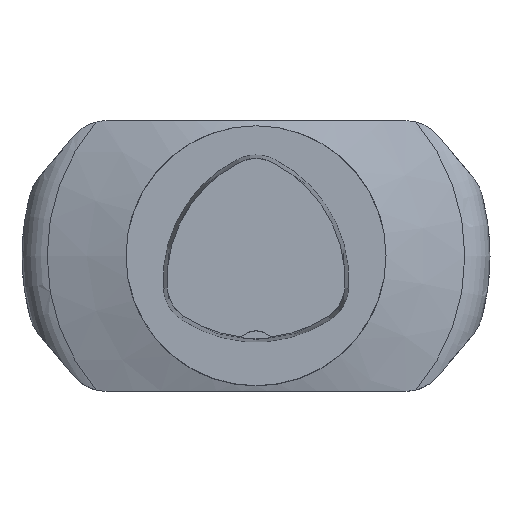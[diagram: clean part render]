
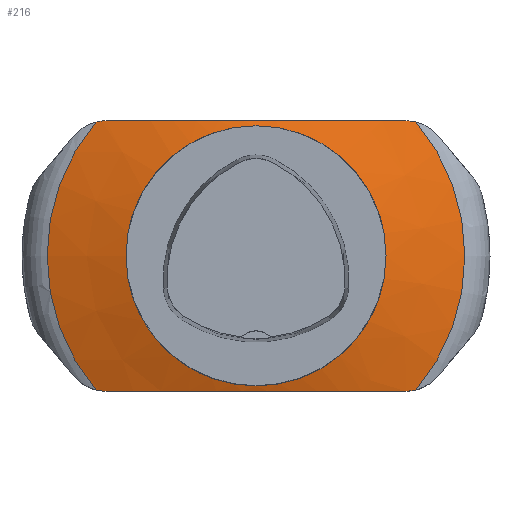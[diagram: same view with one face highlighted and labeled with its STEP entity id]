
A CAD part, top view. The second image highlights one B-rep face of the part: STEP entity #216.
In plain terms, the highlighted conical face has half-angle 72 degrees and reference radius 50 mm.
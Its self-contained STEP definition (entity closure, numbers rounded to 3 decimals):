
#43=CONICAL_SURFACE('',#1271,50.,72.);
#54=B_SPLINE_CURVE_WITH_KNOTS('',3,(#1947,#1948,#1949,#1950),
 .UNSPECIFIED.,.F.,.F.,(4,4),(0.,1.),.UNSPECIFIED.);
#57=B_SPLINE_CURVE_WITH_KNOTS('',3,(#1964,#1965,#1966,#1967),
 .UNSPECIFIED.,.F.,.F.,(4,4),(0.,1.),.UNSPECIFIED.);
#58=B_SPLINE_CURVE_WITH_KNOTS('',3,(#1971,#1972,#1973,#1974,#1975,#1976,
#1977,#1978,#1979,#1980),.UNSPECIFIED.,.F.,.F.,(4,2,2,2,4),(0.,0.25,0.375,
0.5,1.),.UNSPECIFIED.);
#59=B_SPLINE_CURVE_WITH_KNOTS('',3,(#1984,#1985,#1986,#1987),
 .UNSPECIFIED.,.F.,.F.,(4,4),(0.,1.),.UNSPECIFIED.);
#62=B_SPLINE_CURVE_WITH_KNOTS('',3,(#2001,#2002,#2003,#2004),
 .UNSPECIFIED.,.F.,.F.,(4,4),(0.,1.),.UNSPECIFIED.);
#63=B_SPLINE_CURVE_WITH_KNOTS('',3,(#2008,#2009,#2010,#2011,#2012,#2013,
#2014,#2015,#2016,#2017),.UNSPECIFIED.,.F.,.F.,(4,2,2,2,4),(0.,0.5,0.625,
0.75,1.),.UNSPECIFIED.);
#216=ADVANCED_FACE('',(#291,#292),#43,.T.);
#236=CIRCLE('',#1164,50.);
#281=CIRCLE('',#1262,80.326);
#282=CIRCLE('',#1267,80.326);
#291=FACE_BOUND('',#359,.T.);
#292=FACE_BOUND('',#360,.T.);
#359=EDGE_LOOP('',(#676));
#360=EDGE_LOOP('',(#677,#678,#679,#680,#681,#682,#683,#684));
#676=ORIENTED_EDGE('',*,*,#808,.T.);
#677=ORIENTED_EDGE('',*,*,#948,.F.);
#678=ORIENTED_EDGE('',*,*,#946,.T.);
#679=ORIENTED_EDGE('',*,*,#944,.T.);
#680=ORIENTED_EDGE('',*,*,#942,.T.);
#681=ORIENTED_EDGE('',*,*,#940,.F.);
#682=ORIENTED_EDGE('',*,*,#938,.T.);
#683=ORIENTED_EDGE('',*,*,#936,.T.);
#684=ORIENTED_EDGE('',*,*,#934,.T.);
#702=VERTEX_POINT('',#1642);
#783=VERTEX_POINT('',#1946);
#784=VERTEX_POINT('',#1951);
#785=VERTEX_POINT('',#1958);
#786=VERTEX_POINT('',#1968);
#787=VERTEX_POINT('',#1981);
#788=VERTEX_POINT('',#1988);
#789=VERTEX_POINT('',#1995);
#790=VERTEX_POINT('',#2005);
#808=EDGE_CURVE('',#702,#702,#236,.T.);
#934=EDGE_CURVE('',#784,#783,#54,.T.);
#936=EDGE_CURVE('',#785,#784,#281,.T.);
#938=EDGE_CURVE('',#786,#785,#57,.T.);
#940=EDGE_CURVE('',#786,#787,#58,.T.);
#942=EDGE_CURVE('',#788,#787,#59,.T.);
#944=EDGE_CURVE('',#789,#788,#282,.T.);
#946=EDGE_CURVE('',#790,#789,#62,.T.);
#948=EDGE_CURVE('',#790,#783,#63,.T.);
#1164=AXIS2_PLACEMENT_3D('',#1641,#1308,#1309);
#1262=AXIS2_PLACEMENT_3D('',#1957,#1575,#1576);
#1267=AXIS2_PLACEMENT_3D('',#1994,#1587,#1588);
#1271=AXIS2_PLACEMENT_3D('',#2019,#1596,#1597);
#1308=DIRECTION('',(0.,0.,-1.));
#1309=DIRECTION('',(-1.,0.,0.));
#1575=DIRECTION('',(0.,0.,1.));
#1576=DIRECTION('',(-1.,0.,0.));
#1587=DIRECTION('',(0.,0.,1.));
#1588=DIRECTION('',(-1.,0.,0.));
#1596=DIRECTION('',(0.,0.,-1.));
#1597=DIRECTION('',(-1.,0.,0.));
#1641=CARTESIAN_POINT('',(0.,0.,-38.));
#1642=CARTESIAN_POINT('',(-50.,0.,-38.));
#1946=CARTESIAN_POINT('',(-57.689,-52.,-46.989));
#1947=CARTESIAN_POINT('',(-61.641,-51.504,-47.854));
#1948=CARTESIAN_POINT('',(-60.338,-51.837,-47.598));
#1949=CARTESIAN_POINT('',(-59.02,-52.,-47.31));
#1950=CARTESIAN_POINT('',(-57.689,-52.,-46.989));
#1951=CARTESIAN_POINT('',(-61.641,-51.504,-47.854));
#1957=CARTESIAN_POINT('',(0.,0.,-47.854));
#1958=CARTESIAN_POINT('',(-61.641,51.504,-47.854));
#1964=CARTESIAN_POINT('',(-57.689,52.,-46.989));
#1965=CARTESIAN_POINT('',(-59.02,52.,-47.31));
#1966=CARTESIAN_POINT('',(-60.338,51.837,-47.598));
#1967=CARTESIAN_POINT('',(-61.641,51.504,-47.854));
#1968=CARTESIAN_POINT('',(-57.689,52.,-46.989));
#1971=CARTESIAN_POINT('',(-57.689,52.,-46.989));
#1972=CARTESIAN_POINT('',(-48.189,52.,-44.697));
#1973=CARTESIAN_POINT('',(-38.628,52.,-42.62));
#1974=CARTESIAN_POINT('',(-24.049,52.,-40.318));
#1975=CARTESIAN_POINT('',(-19.124,52.,-39.691));
#1976=CARTESIAN_POINT('',(-9.327,52.,-38.851));
#1977=CARTESIAN_POINT('',(-4.452,52.,-38.638));
#1978=CARTESIAN_POINT('',(19.799,52.,-38.699));
#1979=CARTESIAN_POINT('',(38.79,52.,-42.428));
#1980=CARTESIAN_POINT('',(57.689,52.,-46.989));
#1981=CARTESIAN_POINT('',(57.689,52.,-46.989));
#1984=CARTESIAN_POINT('',(61.641,51.504,-47.854));
#1985=CARTESIAN_POINT('',(60.338,51.837,-47.598));
#1986=CARTESIAN_POINT('',(59.02,52.,-47.31));
#1987=CARTESIAN_POINT('',(57.689,52.,-46.989));
#1988=CARTESIAN_POINT('',(61.641,51.504,-47.854));
#1994=CARTESIAN_POINT('',(0.,0.,-47.854));
#1995=CARTESIAN_POINT('',(61.641,-51.504,-47.854));
#2001=CARTESIAN_POINT('',(57.689,-52.,-46.989));
#2002=CARTESIAN_POINT('',(59.02,-52.,-47.31));
#2003=CARTESIAN_POINT('',(60.338,-51.837,-47.598));
#2004=CARTESIAN_POINT('',(61.641,-51.504,-47.854));
#2005=CARTESIAN_POINT('',(57.689,-52.,-46.989));
#2008=CARTESIAN_POINT('',(57.689,-52.,-46.989));
#2009=CARTESIAN_POINT('',(38.79,-52.,-42.428));
#2010=CARTESIAN_POINT('',(19.799,-52.,-38.699));
#2011=CARTESIAN_POINT('',(-4.452,-52.,-38.638));
#2012=CARTESIAN_POINT('',(-9.327,-52.,-38.851));
#2013=CARTESIAN_POINT('',(-19.124,-52.,-39.691));
#2014=CARTESIAN_POINT('',(-24.049,-52.,-40.318));
#2015=CARTESIAN_POINT('',(-38.628,-52.,-42.62));
#2016=CARTESIAN_POINT('',(-48.189,-52.,-44.697));
#2017=CARTESIAN_POINT('',(-57.689,-52.,-46.989));
#2019=CARTESIAN_POINT('',(0.,0.,-38.));
